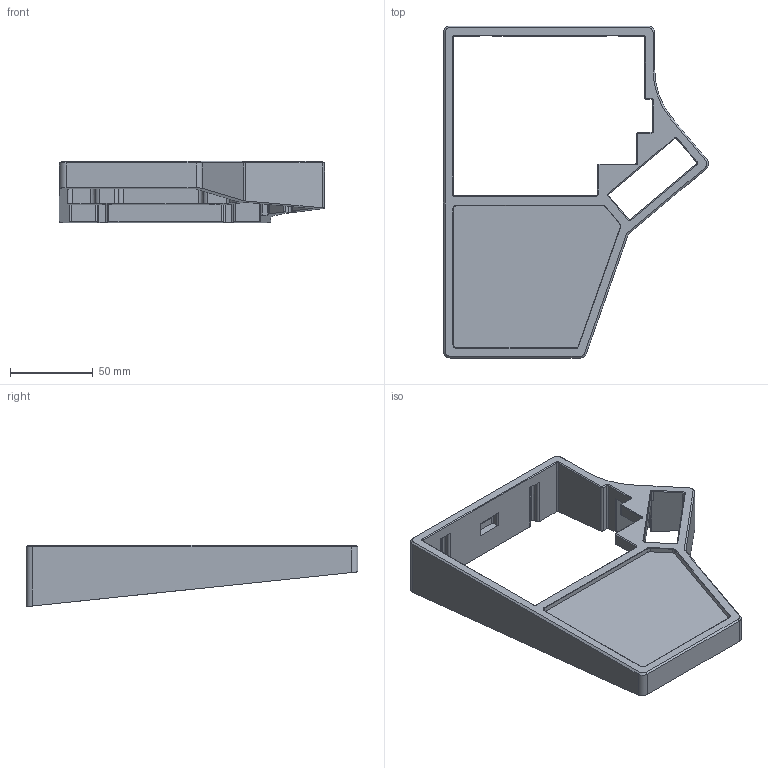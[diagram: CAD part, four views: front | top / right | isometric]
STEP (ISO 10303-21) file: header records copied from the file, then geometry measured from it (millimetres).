
FILE_DESCRIPTION(/* description */ (''),/* implementation_level */ '2;1');
FILE_NAME(/* name */ 'case.step',/* time_stamp */ '2021-07-09T15:39:20+02:00',/* author */ (''),/* organization */ (''),/* preprocessor_version */ 'ST-DEVELOPER v18.1',/* originating_system */ 'Autodesk Translation Framework v10.9.0.1377',/* authorisation */ '');
FILE_SCHEMA (('AUTOMOTIVE_DESIGN { 1 0 10303 214 3 1 1 }'));
Length unit declared in the file: millimetre
Products named in the file (2): GameHand_shellcase; Top
Assembly tree (1 placements, depth 2):
  GameHand_shellcase
    Top
Bounding box: 159.74 x 200 x 37.02 mm (x, y, z)
Volume: 149988.2 mm3; surface area: 64758.5 mm2
Topology: 1 solids, 1 shells, 207 faces, 541 edges, 339 vertices
Faces by surface type: plane 99, cylinder 73, cone 35
Full cylindrical faces by diameter (mm): 1.6 x5
Entity records: 6365 total; most frequent: DIRECTION 1132, CARTESIAN_POINT 1085, ORIENTED_EDGE 1072, EDGE_CURVE 536, AXIS2_PLACEMENT_3D 386, LINE 360, VECTOR 360, VERTEX_POINT 339
